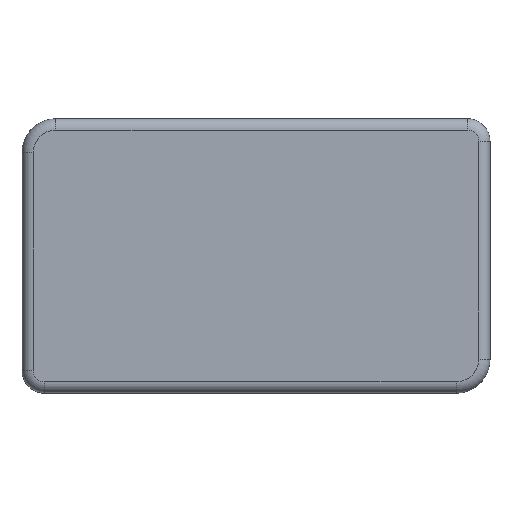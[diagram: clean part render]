
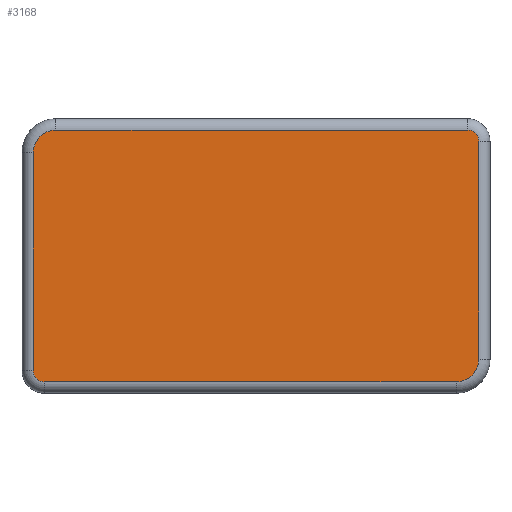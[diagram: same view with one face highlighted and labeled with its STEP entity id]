
A CAD part, top view. The second image highlights one B-rep face of the part: STEP entity #3168.
In plain terms, the highlighted planar face has unit normal (0, 0, 1).
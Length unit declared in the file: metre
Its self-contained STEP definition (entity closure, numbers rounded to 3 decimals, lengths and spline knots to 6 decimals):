
#153=CIRCLE('',#3507,0.00127);
#154=CIRCLE('',#3508,0.00254);
#155=CIRCLE('',#3509,0.00127);
#156=CIRCLE('',#3510,0.00254);
#925=ORIENTED_EDGE('',*,*,#1497,.T.);
#926=ORIENTED_EDGE('',*,*,#1498,.T.);
#927=ORIENTED_EDGE('',*,*,#1499,.T.);
#928=ORIENTED_EDGE('',*,*,#1500,.T.);
#929=ORIENTED_EDGE('',*,*,#1501,.T.);
#930=ORIENTED_EDGE('',*,*,#1502,.T.);
#931=ORIENTED_EDGE('',*,*,#1503,.T.);
#932=ORIENTED_EDGE('',*,*,#1504,.T.);
#1497=EDGE_CURVE('',#1835,#1836,#2108,.T.);
#1498=EDGE_CURVE('',#1836,#1837,#153,.T.);
#1499=EDGE_CURVE('',#1837,#1838,#2109,.T.);
#1500=EDGE_CURVE('',#1838,#1839,#154,.T.);
#1501=EDGE_CURVE('',#1839,#1840,#2110,.T.);
#1502=EDGE_CURVE('',#1840,#1841,#155,.T.);
#1503=EDGE_CURVE('',#1841,#1842,#2111,.T.);
#1504=EDGE_CURVE('',#1842,#1835,#156,.T.);
#1835=VERTEX_POINT('',#5282);
#1836=VERTEX_POINT('',#5283);
#1837=VERTEX_POINT('',#5285);
#1838=VERTEX_POINT('',#5287);
#1839=VERTEX_POINT('',#5289);
#1840=VERTEX_POINT('',#5291);
#1841=VERTEX_POINT('',#5293);
#1842=VERTEX_POINT('',#5295);
#2108=LINE('',#5281,#2398);
#2109=LINE('',#5286,#2399);
#2110=LINE('',#5290,#2400);
#2111=LINE('',#5294,#2401);
#2398=VECTOR('',#4331,1.);
#2399=VECTOR('',#4334,1.);
#2400=VECTOR('',#4337,1.);
#2401=VECTOR('',#4340,1.);
#2649=EDGE_LOOP('',(#925,#926,#927,#928,#929,#930,#931,#932));
#2903=FACE_BOUND('',#2649,.T.);
#3013=PLANE('',#3506);
#3168=ADVANCED_FACE('',(#2903),#3013,.T.);
#3506=AXIS2_PLACEMENT_3D('',#5280,#4329,#4330);
#3507=AXIS2_PLACEMENT_3D('',#5284,#4332,#4333);
#3508=AXIS2_PLACEMENT_3D('',#5288,#4335,#4336);
#3509=AXIS2_PLACEMENT_3D('',#5292,#4338,#4339);
#3510=AXIS2_PLACEMENT_3D('',#5296,#4341,#4342);
#4329=DIRECTION('',(0.,0.,1.));
#4330=DIRECTION('',(1.,0.,0.));
#4331=DIRECTION('',(0.,-1.,0.));
#4332=DIRECTION('',(0.,0.,1.));
#4333=DIRECTION('',(1.,0.,0.));
#4334=DIRECTION('',(1.,0.,0.));
#4335=DIRECTION('',(0.,0.,1.));
#4336=DIRECTION('',(1.,0.,0.));
#4337=DIRECTION('',(0.,1.,0.));
#4338=DIRECTION('',(0.,0.,1.));
#4339=DIRECTION('',(1.,0.,0.));
#4340=DIRECTION('',(-1.,0.,0.));
#4341=DIRECTION('',(0.,0.,1.));
#4342=DIRECTION('',(1.,0.,0.));
#5280=CARTESIAN_POINT('',(0.02375,0.012875,0.00254));
#5281=CARTESIAN_POINT('',(-0.00127,0.,0.00254));
#5282=CARTESIAN_POINT('',(-0.00127,0.02448,0.00254));
#5283=CARTESIAN_POINT('',(-0.00127,0.,0.00254));
#5284=CARTESIAN_POINT('',(0.,0.,0.00254));
#5285=CARTESIAN_POINT('',(0.,-0.00127,0.00254));
#5286=CARTESIAN_POINT('',(0.04623,-0.00127,0.00254));
#5287=CARTESIAN_POINT('',(0.04623,-0.00127,0.00254));
#5288=CARTESIAN_POINT('',(0.04623,0.00127,0.00254));
#5289=CARTESIAN_POINT('',(0.04877,0.00127,0.00254));
#5290=CARTESIAN_POINT('',(0.04877,0.02575,0.00254));
#5291=CARTESIAN_POINT('',(0.04877,0.02575,0.00254));
#5292=CARTESIAN_POINT('',(0.0475,0.02575,0.00254));
#5293=CARTESIAN_POINT('',(0.0475,0.02702,0.00254));
#5294=CARTESIAN_POINT('',(0.00127,0.02702,0.00254));
#5295=CARTESIAN_POINT('',(0.00127,0.02702,0.00254));
#5296=CARTESIAN_POINT('',(0.00127,0.02448,0.00254));
